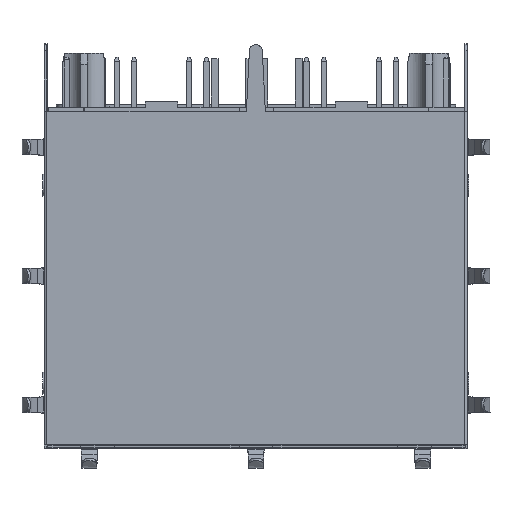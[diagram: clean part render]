
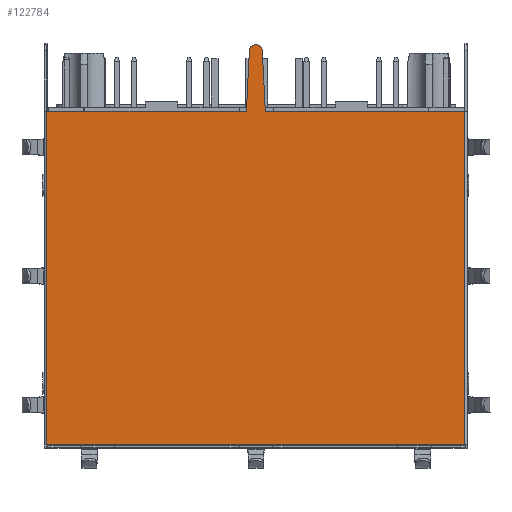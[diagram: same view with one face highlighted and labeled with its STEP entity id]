
A CAD part, top view. The second image highlights one B-rep face of the part: STEP entity #122784.
In plain terms, the highlighted planar face has unit normal (0, 0, 1).
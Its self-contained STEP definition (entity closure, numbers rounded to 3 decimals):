
#5406 = DIRECTION ( 'NONE',  ( 0., 0., 1. ) ) ;
#6596 = DIRECTION ( 'NONE',  ( -1., 0., 0. ) ) ;
#11640 = VERTEX_POINT ( 'NONE', #135226 ) ;
#11657 = VECTOR ( 'NONE', #38956, 1000. ) ;
#12487 = DIRECTION ( 'NONE',  ( -0.051, 0.999, 0. ) ) ;
#13511 = EDGE_CURVE ( 'NONE', #75431, #11640, #41378, .T. ) ;
#16116 = VECTOR ( 'NONE', #6596, 1000. ) ;
#16913 = CARTESIAN_POINT ( 'NONE',  ( 28.256, 36.254, 14.19 ) ) ;
#19652 = EDGE_CURVE ( 'NONE', #153362, #35717, #147138, .T. ) ;
#23798 = LINE ( 'NONE', #148529, #104139 ) ;
#25134 = DIRECTION ( 'NONE',  ( 1., 0., 0. ) ) ;
#25683 = CARTESIAN_POINT ( 'NONE',  ( 43.185, 31.78, 14.19 ) ) ;
#27499 = AXIS2_PLACEMENT_3D ( 'NONE', #125895, #54202, #104269 ) ;
#31362 = CARTESIAN_POINT ( 'NONE',  ( 27.084, 31.78, 14.19 ) ) ;
#32424 = ORIENTED_EDGE ( 'NONE', *, *, #68942, .T. ) ;
#32774 = DIRECTION ( 'NONE',  ( 1., 0., 0. ) ) ;
#34353 = ORIENTED_EDGE ( 'NONE', *, *, #90094, .T. ) ;
#35717 = VERTEX_POINT ( 'NONE', #141294 ) ;
#38956 = DIRECTION ( 'NONE',  ( -0.051, -0.999, 0. ) ) ;
#41278 = EDGE_LOOP ( 'NONE', ( #96516, #156450, #34353, #32424, #83616, #151996, #67522, #102422, #144455, #126064 ) ) ;
#41378 = LINE ( 'NONE', #116882, #83850 ) ;
#43146 = FACE_OUTER_BOUND ( 'NONE', #41278, .T. ) ;
#44761 = DIRECTION ( 'NONE',  ( 1., 0., 0. ) ) ;
#53878 = CARTESIAN_POINT ( 'NONE',  ( 27.762, 36.682, 14.19 ) ) ;
#54202 = DIRECTION ( 'NONE',  ( 0., 0., 1. ) ) ;
#55454 = CARTESIAN_POINT ( 'NONE',  ( 27.784, 21.946, 14.19 ) ) ;
#60446 = EDGE_CURVE ( 'NONE', #123165, #153362, #95418, .T. ) ;
#63283 = AXIS2_PLACEMENT_3D ( 'NONE', #123150, #73091, #96884 ) ;
#67522 = ORIENTED_EDGE ( 'NONE', *, *, #134210, .T. ) ;
#68942 = EDGE_CURVE ( 'NONE', #140183, #75431, #93556, .T. ) ;
#73091 = DIRECTION ( 'NONE',  ( 0., 0., 1. ) ) ;
#73227 = CARTESIAN_POINT ( 'NONE',  ( 28.484, 31.78, 14.19 ) ) ;
#75431 = VERTEX_POINT ( 'NONE', #106950 ) ;
#79090 = LINE ( 'NONE', #139903, #11657 ) ;
#80248 = CARTESIAN_POINT ( 'NONE',  ( 43.185, 7.211, 14.19 ) ) ;
#83616 = ORIENTED_EDGE ( 'NONE', *, *, #13511, .T. ) ;
#83850 = VECTOR ( 'NONE', #129991, 1000. ) ;
#85997 = CARTESIAN_POINT ( 'NONE',  ( 43.185, 31.78, 14.19 ) ) ;
#90094 = EDGE_CURVE ( 'NONE', #154260, #140183, #79090, .T. ) ;
#90703 = EDGE_CURVE ( 'NONE', #103551, #123165, #138516, .T. ) ;
#93556 = LINE ( 'NONE', #143627, #16116 ) ;
#95418 = LINE ( 'NONE', #73227, #96496 ) ;
#96496 = VECTOR ( 'NONE', #12487, 1000. ) ;
#96516 = ORIENTED_EDGE ( 'NONE', *, *, #126050, .F. ) ;
#96884 = DIRECTION ( 'NONE',  ( 0.999, 0.051, 0. ) ) ;
#98241 = CIRCLE ( 'NONE', #27499, 0.45 ) ;
#102422 = ORIENTED_EDGE ( 'NONE', *, *, #90703, .T. ) ;
#102792 = VECTOR ( 'NONE', #32774, 1000. ) ;
#103551 = VERTEX_POINT ( 'NONE', #25683 ) ;
#104139 = VECTOR ( 'NONE', #119257, 1000. ) ;
#104269 = DIRECTION ( 'NONE',  ( 0., 1., 0. ) ) ;
#104655 = AXIS2_PLACEMENT_3D ( 'NONE', #55454, #5406, #44761 ) ;
#105803 = EDGE_CURVE ( 'NONE', #11640, #115964, #137566, .T. ) ;
#106950 = CARTESIAN_POINT ( 'NONE',  ( 12.382, 31.78, 14.19 ) ) ;
#115653 = EDGE_CURVE ( 'NONE', #143511, #154260, #98241, .T. ) ;
#115964 = VERTEX_POINT ( 'NONE', #80248 ) ;
#116848 = CARTESIAN_POINT ( 'NONE',  ( 28.484, 31.78, 14.19 ) ) ;
#116882 = CARTESIAN_POINT ( 'NONE',  ( 12.382, 31.78, 14.19 ) ) ;
#119257 = DIRECTION ( 'NONE',  ( 0., 1., 0. ) ) ;
#120581 = LINE ( 'NONE', #148436, #102792 ) ;
#122784 = ADVANCED_FACE ( 'NONE', ( #43146 ), #144078, .T. ) ;
#122950 = DIRECTION ( 'NONE',  ( -1., 0., 0. ) ) ;
#123150 = CARTESIAN_POINT ( 'NONE',  ( 27.806, 36.231, 14.19 ) ) ;
#123165 = VERTEX_POINT ( 'NONE', #116848 ) ;
#125895 = CARTESIAN_POINT ( 'NONE',  ( 27.762, 36.231, 14.19 ) ) ;
#126050 = EDGE_CURVE ( 'NONE', #143511, #35717, #120581, .T. ) ;
#126064 = ORIENTED_EDGE ( 'NONE', *, *, #19652, .T. ) ;
#129991 = DIRECTION ( 'NONE',  ( 0., -1., 0. ) ) ;
#134210 = EDGE_CURVE ( 'NONE', #115964, #103551, #23798, .T. ) ;
#135226 = CARTESIAN_POINT ( 'NONE',  ( 12.382, 7.211, 14.19 ) ) ;
#137566 = LINE ( 'NONE', #162179, #143345 ) ;
#138516 = LINE ( 'NONE', #85997, #145418 ) ;
#139903 = CARTESIAN_POINT ( 'NONE',  ( 27.312, 36.254, 14.19 ) ) ;
#140183 = VERTEX_POINT ( 'NONE', #31362 ) ;
#141294 = CARTESIAN_POINT ( 'NONE',  ( 27.806, 36.682, 14.19 ) ) ;
#143345 = VECTOR ( 'NONE', #25134, 1000. ) ;
#143511 = VERTEX_POINT ( 'NONE', #53878 ) ;
#143627 = CARTESIAN_POINT ( 'NONE',  ( 27.084, 31.78, 14.19 ) ) ;
#144078 = PLANE ( 'NONE',  #104655 ) ;
#144455 = ORIENTED_EDGE ( 'NONE', *, *, #60446, .T. ) ;
#145418 = VECTOR ( 'NONE', #122950, 1000. ) ;
#147138 = CIRCLE ( 'NONE', #63283, 0.45 ) ;
#148436 = CARTESIAN_POINT ( 'NONE',  ( 27.762, 36.682, 14.19 ) ) ;
#148529 = CARTESIAN_POINT ( 'NONE',  ( 43.185, 7.211, 14.19 ) ) ;
#151996 = ORIENTED_EDGE ( 'NONE', *, *, #105803, .T. ) ;
#153362 = VERTEX_POINT ( 'NONE', #16913 ) ;
#154260 = VERTEX_POINT ( 'NONE', #157588 ) ;
#156450 = ORIENTED_EDGE ( 'NONE', *, *, #115653, .T. ) ;
#157588 = CARTESIAN_POINT ( 'NONE',  ( 27.312, 36.254, 14.19 ) ) ;
#162179 = CARTESIAN_POINT ( 'NONE',  ( 12.382, 7.211, 14.19 ) ) ;
